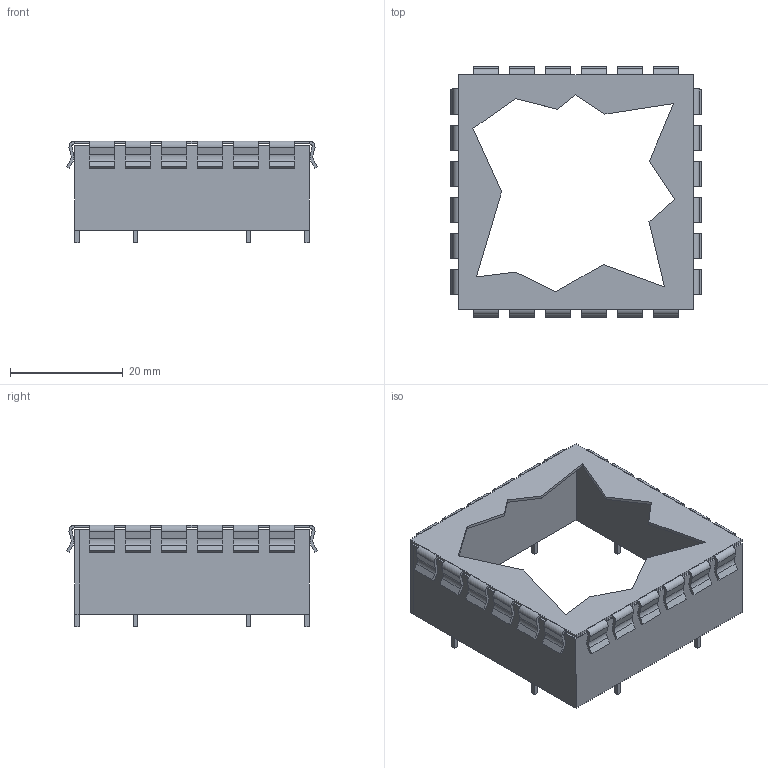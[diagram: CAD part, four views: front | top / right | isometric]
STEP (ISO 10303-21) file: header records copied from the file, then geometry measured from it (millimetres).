
FILE_DESCRIPTION((''),'2;1');
FILE_NAME('MSBOX_PERANCEA_PFL12T.stp','2012-10-24T13:52:22',(''),(''),'Mechanical Desktop 2011','Mechanical Desktop 2011',', , ');
FILE_SCHEMA(('AUTOMOTIVE_DESIGN { 1 2 10303 214 1 1 1 1 }'));
Length unit declared in the file: millimetre
Products named in the file (1): Product
Bounding box: 44.44 x 44.44 x 18.05 mm (x, y, z)
Volume: 2720.7 mm3; surface area: 8550.5 mm2
Topology: 34 solids, 34 shells, 419 faces, 1053 edges, 702 vertices
Faces by surface type: plane 203, bspline 168, cylinder 48
Entity records: 13099 total; most frequent: CARTESIAN_POINT 3351, ORIENTED_EDGE 2106, DIRECTION 1749, EDGE_CURVE 1053, VECTOR 861, LINE 861, VERTEX_POINT 702, AXIS2_PLACEMENT_3D 444
